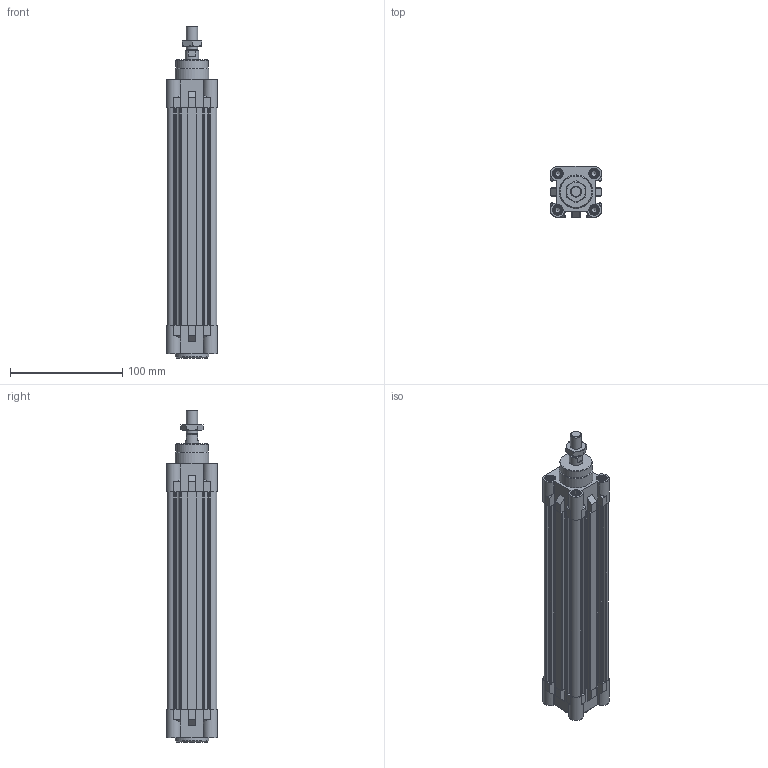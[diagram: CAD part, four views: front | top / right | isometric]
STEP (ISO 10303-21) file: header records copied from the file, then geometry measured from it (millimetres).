
FILE_DESCRIPTION(/* description */ ('STEP AP214'),/* implementation_level */ '2;1');
FILE_NAME(/* name */ '1922621_DNC-32-150-PPV-A',/* time_stamp */ '2024-08-20T15:54:24+02:00',/* author */ ('License CC BY-ND 4.0'),/* organization */ ('CADENAS'),/* preprocessor_version */ 'ST-DEVELOPER v19.3',/* originating_system */ 'PARTsolutions',/* authorisation */ ' ');
FILE_SCHEMA (('AUTOMOTIVE_DESIGN {1 0 10303 214 3 1 1}'));
Length unit declared in the file: millimetre
Products named in the file (4): 1922621 DNC-32-150-PPV-A---(asm_0); 1922621 DNC-32-150---(ZR); DNC-32-150---(KS); DIN-439-B - M10x1.25(F)
Assembly tree (3 placements, depth 2):
  1922621 DNC-32-150-PPV-A---(asm_0)
    1922621 DNC-32-150---(ZR)
    DNC-32-150---(KS)
    DIN-439-B - M10x1.25(F)
Bounding box: 45.5 x 45.5 x 296 mm (x, y, z)
Volume: 331192.5 mm3; surface area: 108436.6 mm2
Topology: 3 solids, 3 shells, 612 faces, 1663 edges, 1085 vertices
Faces by surface type: plane 424, cylinder 139, cone 49
Full cylindrical faces by diameter (mm): 4.134 x2, 4.917 x8, 6 x8, 8 x2, 8.566 x2, 8.647 x1, 9 x8, 9.5 x8, 10 x1, 12 x2, 29 x1, 30 x2, 32 x2
Entity records: 18714 total; most frequent: CARTESIAN_POINT 3876, ORIENTED_EDGE 3074, DIRECTION 2872, EDGE_CURVE 1537, VERTEX_POINT 1063, LINE 1002, VECTOR 1002, AXIS2_PLACEMENT_3D 935
